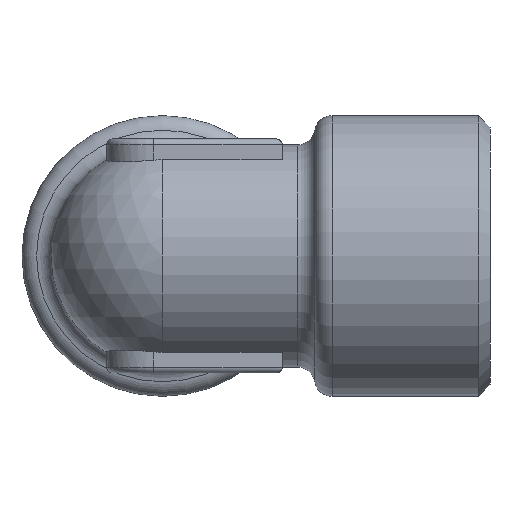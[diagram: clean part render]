
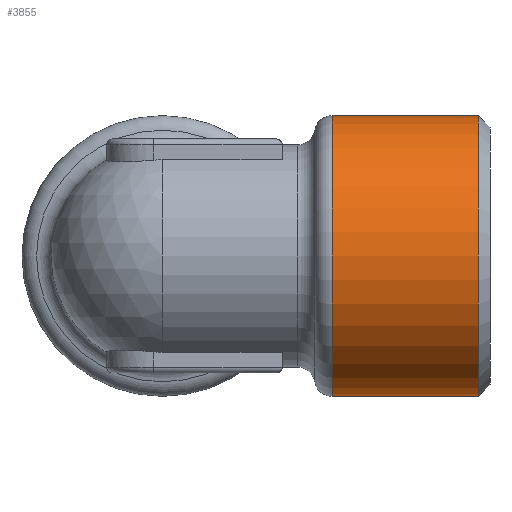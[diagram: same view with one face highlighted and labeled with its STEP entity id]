
A CAD part, left-side view. The second image highlights one B-rep face of the part: STEP entity #3855.
In plain terms, the highlighted cylindrical face has radius 12 mm (diameter 24 mm), a full revolution.
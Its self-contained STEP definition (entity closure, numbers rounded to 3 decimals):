
#647=ORIENTED_EDGE('',*,*,#1415,.T.);
#648=ORIENTED_EDGE('',*,*,#1416,.T.);
#1415=EDGE_CURVE('',#1799,#1799,#2063,.F.);
#1416=EDGE_CURVE('',#1800,#1800,#2064,.T.);
#1799=VERTEX_POINT('',#4837);
#1800=VERTEX_POINT('',#4839);
#2063=CIRCLE('',#4038,12.);
#2064=CIRCLE('',#4039,12.);
#2121=EDGE_LOOP('',(#647));
#2122=EDGE_LOOP('',(#648));
#2351=FACE_BOUND('',#2121,.T.);
#2352=FACE_BOUND('',#2122,.T.);
#2583=CYLINDRICAL_SURFACE('',#4037,12.);
#3855=ADVANCED_FACE('',(#2351,#2352),#2583,.T.);
#4037=AXIS2_PLACEMENT_3D('',#4835,#4253,#4254);
#4038=AXIS2_PLACEMENT_3D('',#4836,#4255,#4256);
#4039=AXIS2_PLACEMENT_3D('',#4838,#4257,#4258);
#4253=DIRECTION('',(0.,-1.,0.));
#4254=DIRECTION('',(1.,0.,0.));
#4255=DIRECTION('',(0.,1.,0.));
#4256=DIRECTION('',(-1.,0.,0.));
#4257=DIRECTION('',(0.,1.,0.));
#4258=DIRECTION('',(0.,0.,1.));
#4835=CARTESIAN_POINT('',(0.,30.,0.));
#4836=CARTESIAN_POINT('',(0.,-14.5,0.));
#4837=CARTESIAN_POINT('',(-12.,-14.5,0.));
#4838=CARTESIAN_POINT('',(0.,-27.,0.));
#4839=CARTESIAN_POINT('',(0.,-27.,12.));
